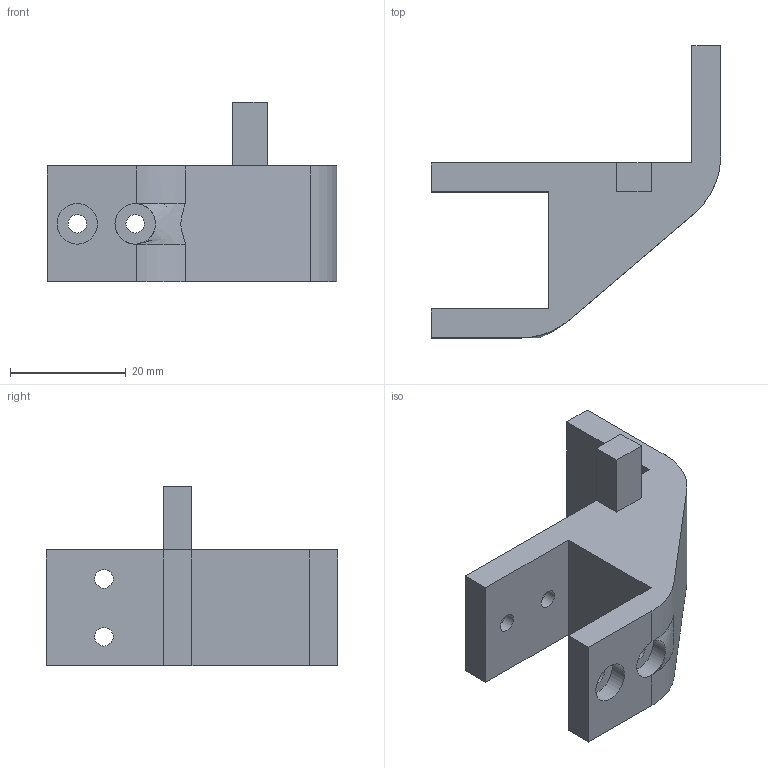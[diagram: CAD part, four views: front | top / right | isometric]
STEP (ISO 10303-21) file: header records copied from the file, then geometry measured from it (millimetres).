
FILE_DESCRIPTION(('FreeCAD Model'),'2;1');
FILE_NAME('Open CASCADE Shape Model','2025-03-23T00:37:24',(''),(''), 'Open CASCADE STEP processor 7.8','FreeCAD','Unknown');
FILE_SCHEMA(('AUTOMOTIVE_DESIGN { 1 0 10303 214 1 1 1 1 }'));
Length unit declared in the file: millimetre
Products named in the file (1): front_bar_mount_r
Bounding box: 50 x 50.4 x 31 mm (x, y, z)
Volume: 15887.6 mm3; surface area: 6776.8 mm2
Topology: 1 solids, 1 shells, 40 faces, 95 edges, 62 vertices
Faces by surface type: plane 24, cylinder 15, bspline 1
Full cylindrical faces by diameter (mm): 3.2 x6, 7 x6
Entity records: 1829 total; most frequent: CARTESIAN_POINT 837, DIRECTION 202, ORIENTED_EDGE 190, EDGE_CURVE 95, AXIS2_PLACEMENT_3D 70, VERTEX_POINT 62, LINE 62, VECTOR 62
